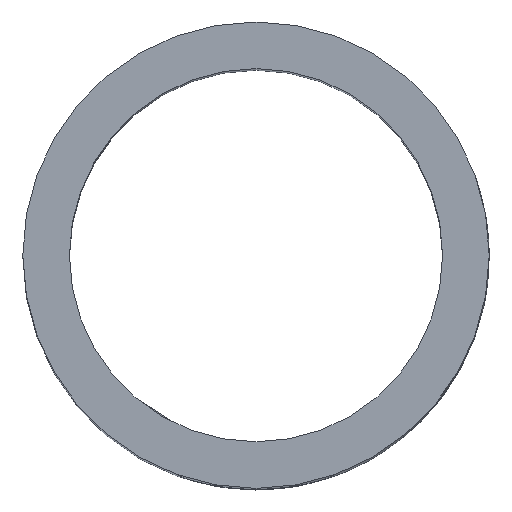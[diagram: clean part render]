
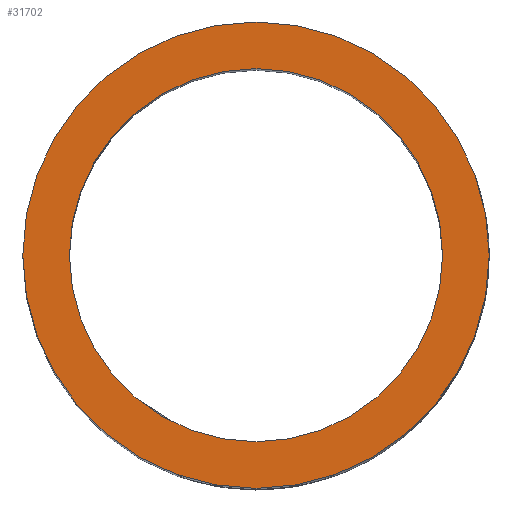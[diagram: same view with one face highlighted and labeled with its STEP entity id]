
A CAD part, top view. The second image highlights one B-rep face of the part: STEP entity #31702.
In plain terms, the highlighted planar face has unit normal (0, 0, 1).
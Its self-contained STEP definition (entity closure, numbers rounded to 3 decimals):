
#6388 = VERTEX_POINT('',#6389);
#6389 = CARTESIAN_POINT('',(50.,0.,200.));
#6395 = EDGE_CURVE('',#6388,#6388,#6396,.T.);
#6396 = CIRCLE('',#6397,50.);
#6397 = AXIS2_PLACEMENT_3D('',#6398,#6399,#6400);
#6398 = CARTESIAN_POINT('',(0.,0.,200.));
#6399 = DIRECTION('',(0.,0.,1.));
#6400 = DIRECTION('',(1.,0.,0.));
#31702 = ADVANCED_FACE('',(#31703,#31706),#31717,.T.);
#31703 = FACE_BOUND('',#31704,.T.);
#31704 = EDGE_LOOP('',(#31705));
#31705 = ORIENTED_EDGE('',*,*,#6395,.T.);
#31706 = FACE_BOUND('',#31707,.T.);
#31707 = EDGE_LOOP('',(#31708));
#31708 = ORIENTED_EDGE('',*,*,#31709,.F.);
#31709 = EDGE_CURVE('',#31710,#31710,#31712,.T.);
#31710 = VERTEX_POINT('',#31711);
#31711 = CARTESIAN_POINT('',(40.,0.,200.));
#31712 = CIRCLE('',#31713,40.);
#31713 = AXIS2_PLACEMENT_3D('',#31714,#31715,#31716);
#31714 = CARTESIAN_POINT('',(0.,0.,200.));
#31715 = DIRECTION('',(0.,0.,1.));
#31716 = DIRECTION('',(1.,0.,0.));
#31717 = PLANE('',#31718);
#31718 = AXIS2_PLACEMENT_3D('',#31719,#31720,#31721);
#31719 = CARTESIAN_POINT('',(0.,0.,200.));
#31720 = DIRECTION('',(0.,0.,1.));
#31721 = DIRECTION('',(1.,0.,0.));
